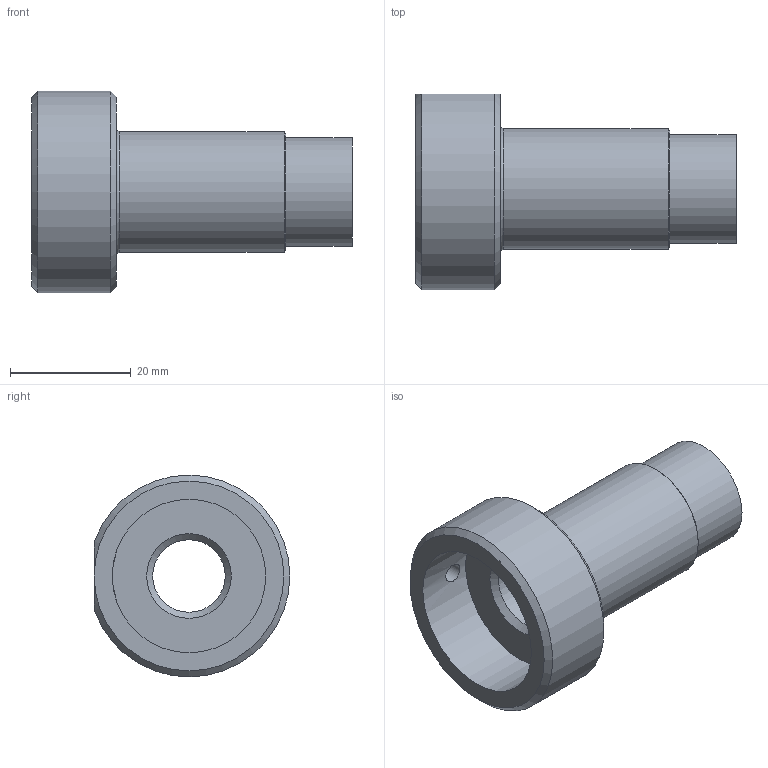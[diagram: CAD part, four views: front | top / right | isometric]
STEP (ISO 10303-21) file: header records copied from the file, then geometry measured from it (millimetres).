
FILE_DESCRIPTION(/* description */ (''),/* implementation_level */ '2;1');
FILE_NAME(/* name */ 'Rotor com rosca_usinado.stp',/* time_stamp */ '2021-06-29T14:20:33-03:00',/* author */ ('vitor'),/* organization */ (''),/* preprocessor_version */ 'ST-DEVELOPER v18.1',/* originating_system */ 'Autodesk Inventor 2021',/* authorisation */ '');
FILE_SCHEMA (('AUTOMOTIVE_DESIGN { 1 0 10303 214 3 1 1 }'));
Length unit declared in the file: millimetre
Products named in the file (1): Rotor com rosca_usinado
Bounding box: 53 x 32.4 x 33.4 mm (x, y, z)
Volume: 13667.7 mm3; surface area: 7611 mm2
Topology: 1 solids, 1 shells, 18 faces, 45 edges, 32 vertices
Faces by surface type: cylinder 6, plane 6, cone 5, torus 1
Full cylindrical faces by diameter (mm): 3.242 x1, 12 x1, 18 x1, 20 x1, 25.4 x1
Entity records: 641 total; most frequent: CARTESIAN_POINT 138, DIRECTION 106, ORIENTED_EDGE 90, AXIS2_PLACEMENT_3D 48, EDGE_CURVE 45, VERTEX_POINT 32, CIRCLE 29, EDGE_LOOP 25
